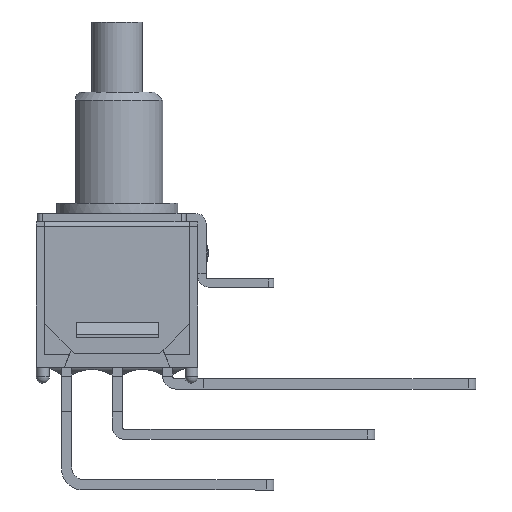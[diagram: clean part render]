
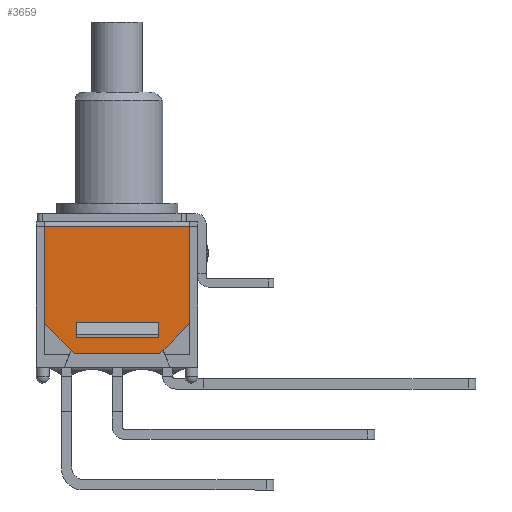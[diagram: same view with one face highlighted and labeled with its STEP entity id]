
A CAD part, front view. The second image highlights one B-rep face of the part: STEP entity #3659.
In plain terms, the highlighted planar face has unit normal (0, -1, 0).
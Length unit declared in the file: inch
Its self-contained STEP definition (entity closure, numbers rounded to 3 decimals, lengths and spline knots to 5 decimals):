
#32=FACE_BOUND('',#488,.T.);
#124=PLANE('',#3931);
#299=FACE_OUTER_BOUND('',#487,.T.);
#487=EDGE_LOOP('',(#2920,#2921,#2922,#2923,#2924,#2925));
#488=EDGE_LOOP('',(#2926,#2927,#2928,#2929,#2930,#2931));
#782=LINE('',#5725,#1192);
#810=LINE('',#5786,#1220);
#811=LINE('',#5790,#1221);
#812=LINE('',#5792,#1222);
#813=LINE('',#5794,#1223);
#814=LINE('',#5796,#1224);
#815=LINE('',#5797,#1225);
#816=LINE('',#5799,#1226);
#817=LINE('',#5801,#1227);
#818=LINE('',#5803,#1228);
#819=LINE('',#5805,#1229);
#820=LINE('',#5806,#1230);
#1192=VECTOR('',#4587,0.3937);
#1220=VECTOR('',#4637,0.3937);
#1221=VECTOR('',#4642,0.3937);
#1222=VECTOR('',#4643,0.3937);
#1223=VECTOR('',#4644,0.3937);
#1224=VECTOR('',#4645,0.3937);
#1225=VECTOR('',#4646,0.3937);
#1226=VECTOR('',#4647,0.3937);
#1227=VECTOR('',#4648,0.3937);
#1228=VECTOR('',#4649,0.3937);
#1229=VECTOR('',#4650,0.3937);
#1230=VECTOR('',#4651,0.3937);
#1669=VERTEX_POINT('',#5721);
#1671=VERTEX_POINT('',#5724);
#1692=VERTEX_POINT('',#5783);
#1693=VERTEX_POINT('',#5785);
#1694=VERTEX_POINT('',#5789);
#1695=VERTEX_POINT('',#5791);
#1696=VERTEX_POINT('',#5793);
#1697=VERTEX_POINT('',#5795);
#1698=VERTEX_POINT('',#5798);
#1699=VERTEX_POINT('',#5800);
#1700=VERTEX_POINT('',#5802);
#1701=VERTEX_POINT('',#5804);
#2097=EDGE_CURVE('',#1671,#1669,#782,.T.);
#2126=EDGE_CURVE('',#1692,#1693,#810,.T.);
#2128=EDGE_CURVE('',#1692,#1694,#811,.T.);
#2129=EDGE_CURVE('',#1694,#1695,#812,.T.);
#2130=EDGE_CURVE('',#1696,#1695,#813,.T.);
#2131=EDGE_CURVE('',#1696,#1697,#814,.T.);
#2132=EDGE_CURVE('',#1697,#1693,#815,.T.);
#2133=EDGE_CURVE('',#1698,#1669,#816,.T.);
#2134=EDGE_CURVE('',#1699,#1698,#817,.T.);
#2135=EDGE_CURVE('',#1700,#1699,#818,.T.);
#2136=EDGE_CURVE('',#1700,#1701,#819,.T.);
#2137=EDGE_CURVE('',#1701,#1671,#820,.T.);
#2920=ORIENTED_EDGE('',*,*,#2126,.F.);
#2921=ORIENTED_EDGE('',*,*,#2128,.T.);
#2922=ORIENTED_EDGE('',*,*,#2129,.T.);
#2923=ORIENTED_EDGE('',*,*,#2130,.F.);
#2924=ORIENTED_EDGE('',*,*,#2131,.T.);
#2925=ORIENTED_EDGE('',*,*,#2132,.T.);
#2926=ORIENTED_EDGE('',*,*,#2097,.T.);
#2927=ORIENTED_EDGE('',*,*,#2133,.F.);
#2928=ORIENTED_EDGE('',*,*,#2134,.F.);
#2929=ORIENTED_EDGE('',*,*,#2135,.F.);
#2930=ORIENTED_EDGE('',*,*,#2136,.T.);
#2931=ORIENTED_EDGE('',*,*,#2137,.T.);
#3659=ADVANCED_FACE('',(#299,#32),#124,.T.);
#3931=AXIS2_PLACEMENT_3D('',#5788,#4640,#4641);
#4587=DIRECTION('',(0.,0.,-1.));
#4637=DIRECTION('',(1.,0.,0.));
#4640=DIRECTION('center_axis',(0.,-1.,0.));
#4641=DIRECTION('ref_axis',(0.,0.,
1.));
#4642=DIRECTION('',(0.,0.,-1.));
#4643=DIRECTION('',(0.707,0.,-0.707));
#4644=DIRECTION('',(-1.,0.,0.));
#4645=DIRECTION('',(0.707,0.,0.707));
#4646=DIRECTION('',(0.,0.,1.));
#4647=DIRECTION('',(0.,0.,1.));
#4648=DIRECTION('',(1.,0.,0.));
#4649=DIRECTION('',(0.,0.,-1.));
#4650=DIRECTION('',(0.,0.,1.));
#4651=DIRECTION('',(1.,0.,0.));
#5721=CARTESIAN_POINT('',(0.0813,-0.1,0.06443));
#5724=CARTESIAN_POINT('',(0.0813,-0.1,0.08976));
#5725=CARTESIAN_POINT('',(0.0813,-0.1,0.05866));
#5783=CARTESIAN_POINT('',(-0.1437,-0.1,0.27874));
#5785=CARTESIAN_POINT('',(0.1437,-0.1,0.27874));
#5786=CARTESIAN_POINT('',(0.08002,-0.1,0.27874));
#5788=CARTESIAN_POINT('Origin',(0.16004,-0.1,0.02756));
#5789=CARTESIAN_POINT('',(-0.1437,-0.1,0.08661));
#5790=CARTESIAN_POINT('',(-0.1437,-0.1,0.15315));
#5791=CARTESIAN_POINT('',(-0.08465,-0.1,0.02756));
#5792=CARTESIAN_POINT('',(-0.053,-0.1,-0.00408));
#5793=CARTESIAN_POINT('',(0.08465,-0.1,0.02756));
#5794=CARTESIAN_POINT('',(0.16004,-0.1,0.02756));
#5795=CARTESIAN_POINT('',(0.1437,-0.1,0.08661));
#5796=CARTESIAN_POINT('',(0.10349,-0.1,0.04641));
#5797=CARTESIAN_POINT('',(0.1437,-0.1,0.05709));
#5798=CARTESIAN_POINT('',(0.0813,-0.1,0.05827));
#5799=CARTESIAN_POINT('',(0.0813,-0.1,0.02913));
#5800=CARTESIAN_POINT('',(-0.0813,-0.1,0.05827));
#5801=CARTESIAN_POINT('',(0.03937,-0.1,0.05827));
#5802=CARTESIAN_POINT('',(-0.0813,-0.1,0.06443));
#5803=CARTESIAN_POINT('',(-0.0813,-0.1,0.04488));
#5804=CARTESIAN_POINT('',(-0.0813,-0.1,0.08976));
#5805=CARTESIAN_POINT('',(-0.0813,-0.1,0.04291));
#5806=CARTESIAN_POINT('',(0.03937,-0.1,0.08976));
